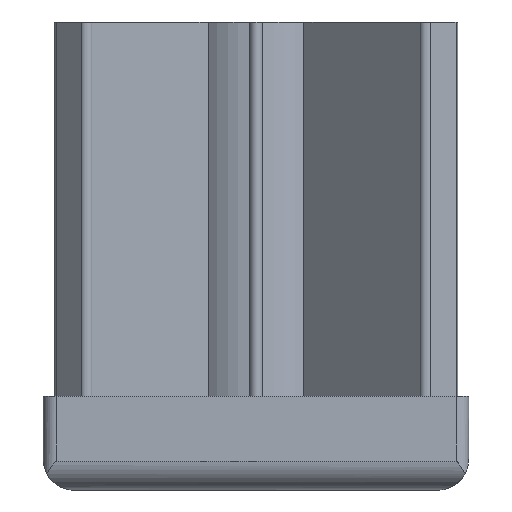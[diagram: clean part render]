
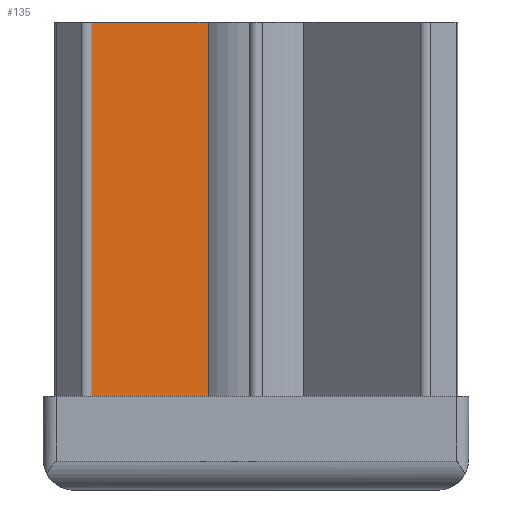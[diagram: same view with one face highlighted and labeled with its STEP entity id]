
A CAD part, front view. The second image highlights one B-rep face of the part: STEP entity #135.
In plain terms, the highlighted planar face has unit normal (0.707, -0.707, 0).
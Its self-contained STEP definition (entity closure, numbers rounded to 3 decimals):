
#135 = ADVANCED_FACE( '', ( #311 ), #312, .F. );
#311 = FACE_OUTER_BOUND( '', #526, .T. );
#312 = PLANE( '', #527 );
#526 = EDGE_LOOP( '', ( #836, #837, #838, #839 ) );
#527 = AXIS2_PLACEMENT_3D( '', #840, #841, #842 );
#836 = ORIENTED_EDGE( '', *, *, #1400, .T. );
#837 = ORIENTED_EDGE( '', *, *, #1401, .T. );
#838 = ORIENTED_EDGE( '', *, *, #1349, .F. );
#839 = ORIENTED_EDGE( '', *, *, #1402, .F. );
#840 = CARTESIAN_POINT( '', ( -20.409, -21.47, 55. ) );
#841 = DIRECTION( '', ( -0.707, 0.707, 0. ) );
#842 = DIRECTION( '', ( -0.707, -0.707, 0. ) );
#1349 = EDGE_CURVE( '', #1633, #1634, #1635, .T. );
#1400 = EDGE_CURVE( '', #1720, #1721, #1722, .T. );
#1401 = EDGE_CURVE( '', #1721, #1634, #1723, .T. );
#1402 = EDGE_CURVE( '', #1720, #1633, #1724, .T. );
#1633 = VERTEX_POINT( '', #2033 );
#1634 = VERTEX_POINT( '', #2034 );
#1635 = LINE( '', #2035, #2036 );
#1720 = VERTEX_POINT( '', #2151 );
#1721 = VERTEX_POINT( '', #2152 );
#1722 = LINE( '', #2153, #2154 );
#1723 = LINE( '', #2155, #2156 );
#1724 = LINE( '', #2157, #2158 );
#2033 = CARTESIAN_POINT( '', ( -5.634, -6.695, 55. ) );
#2034 = CARTESIAN_POINT( '', ( -5.634, -6.695, 11. ) );
#2035 = CARTESIAN_POINT( '', ( -5.634, -6.695, 55. ) );
#2036 = VECTOR( '', #2648, 1000. );
#2151 = CARTESIAN_POINT( '', ( -20.409, -21.47, 55. ) );
#2152 = CARTESIAN_POINT( '', ( -20.409, -21.47, 11. ) );
#2153 = CARTESIAN_POINT( '', ( -20.409, -21.47, 55. ) );
#2154 = VECTOR( '', #2703, 1000. );
#2155 = CARTESIAN_POINT( '', ( -20.409, -21.47, 11. ) );
#2156 = VECTOR( '', #2704, 1000. );
#2157 = CARTESIAN_POINT( '', ( -20.409, -21.47, 55. ) );
#2158 = VECTOR( '', #2705, 1000. );
#2648 = DIRECTION( '', ( 0., 0., -1. ) );
#2703 = DIRECTION( '', ( 0., 0., -1. ) );
#2704 = DIRECTION( '', ( 0.707, 0.707, 0. ) );
#2705 = DIRECTION( '', ( 0.707, 0.707, 0. ) );
